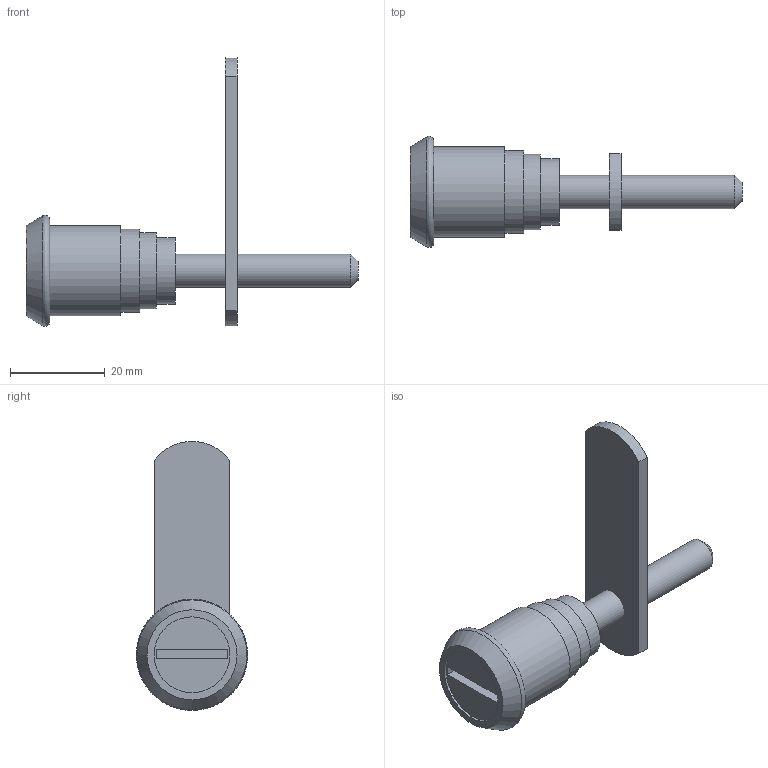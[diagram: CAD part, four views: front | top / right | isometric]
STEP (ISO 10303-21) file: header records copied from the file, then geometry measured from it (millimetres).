
FILE_DESCRIPTION(('STEP AP203'),'2;1');
FILE_NAME('24.003.00.stp','2011-03-28T17:23:06',(''),(''),'2009.3.110','THINKDESIGN','');
FILE_SCHEMA(('CONFIG_CONTROL_DESIGN'));
Length unit declared in the file: millimetre
Bounding box: 70 x 23.47 x 56.7 mm (x, y, z)
Volume: 11401.7 mm3; surface area: 8235.4 mm2
Topology: 4 solids, 4 shells, 31 faces, 70 edges, 52 vertices
Faces by surface type: plane 19, cylinder 9, bspline 3
Full cylindrical faces by diameter (mm): 7 x1, 14 x1, 16 x3, 17.5 x1, 19 x1
Entity records: 1070 total; most frequent: CARTESIAN_POINT 231, DIRECTION 167, ORIENTED_EDGE 140, EDGE_CURVE 70, AXIS2_PLACEMENT_3D 69, VERTEX_POINT 52, CIRCLE 41, EDGE_LOOP 38
